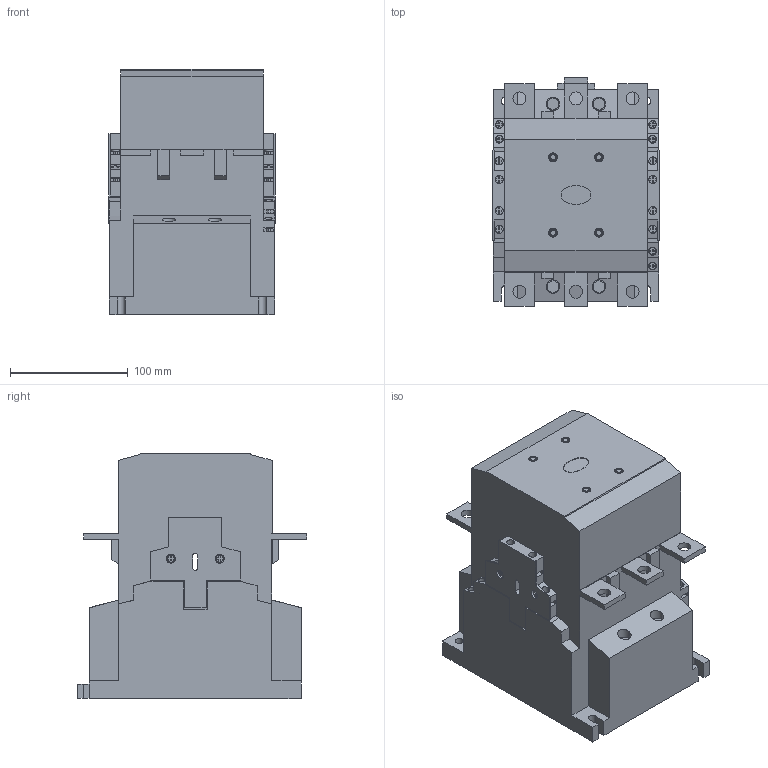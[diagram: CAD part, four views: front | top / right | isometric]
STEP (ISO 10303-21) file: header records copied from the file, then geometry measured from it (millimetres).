
FILE_DESCRIPTION( ( '' ), '1' );
FILE_NAME( 'dil_m250_300.stp', '2010-03-05T08:01:30', ( '' ), ( '' ), ' ', ' ', ' ' );
FILE_SCHEMA( ( 'CONFIG_CONTROL_DESIGN' ) );
Length unit declared in the file: millimetre
Products named in the file (1): 1
Bounding box: 140.9 x 194.5 x 208 mm (x, y, z)
Volume: 3985544.7 mm3; surface area: 201711.4 mm2
Topology: 1 solids, 1 shells, 701 faces, 1842 edges, 1230 vertices
Faces by surface type: plane 529, cylinder 156, torus 8, cone 8
Entity records: 21662 total; most frequent: CARTESIAN_POINT 3774, ORIENTED_EDGE 3684, DIRECTION 3628, EDGE_CURVE 1842, LINE 1460, VECTOR 1460, VERTEX_POINT 1230, AXIS2_PLACEMENT_3D 1084
